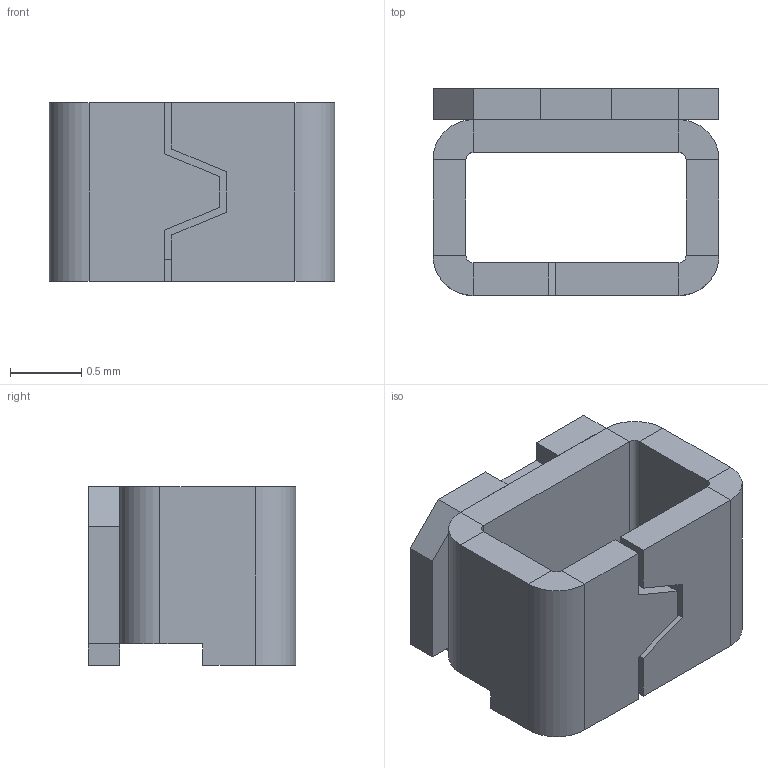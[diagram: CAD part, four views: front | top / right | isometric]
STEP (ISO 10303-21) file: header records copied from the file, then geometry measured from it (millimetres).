
FILE_DESCRIPTION (( 'STEP AP214' ),'1' );
FILE_NAME ('RCTCTE.STEP','2018-11-12T10:58:45',( '' ),( '' ),'SwSTEP 2.0','SolidWorks 2017','' );
FILE_SCHEMA (( 'AUTOMOTIVE_DESIGN' ));
Length unit declared in the file: millimetre
Products named in the file (1): RCTCTE
Bounding box: 2 x 1.45 x 1.25 mm (x, y, z)
Volume: 1.9 mm3; surface area: 21.3 mm2
Topology: 2 solids, 2 shells, 63 faces, 153 edges, 94 vertices
Faces by surface type: plane 55, cylinder 8
Entity records: 1363 total; most frequent: ORIENTED_EDGE 306, CARTESIAN_POINT 165, EDGE_CURVE 153, LINE 131, DIRECTION 99, VERTEX_POINT 92, AXIS2_PLACEMENT_3D 71, FACE_OUTER_BOUND 63
